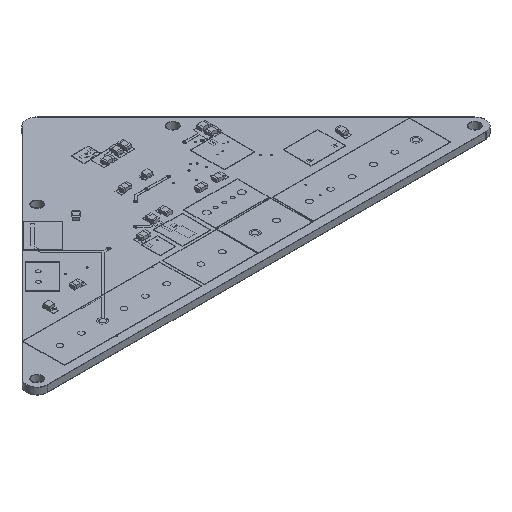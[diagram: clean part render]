
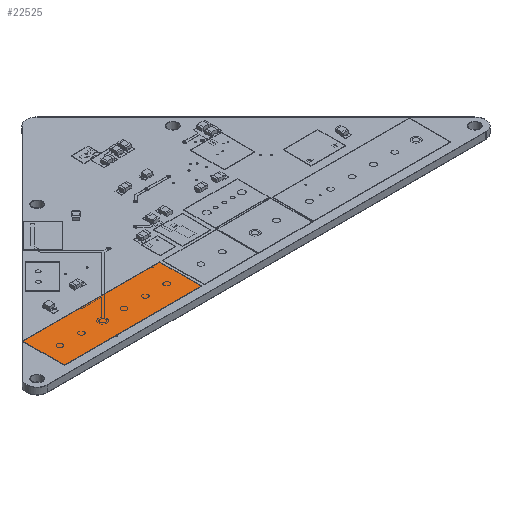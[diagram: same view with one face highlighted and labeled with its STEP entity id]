
A CAD part, isometric view. The second image highlights one B-rep face of the part: STEP entity #22525.
In plain terms, the highlighted planar face has unit normal (0, 0, 1).
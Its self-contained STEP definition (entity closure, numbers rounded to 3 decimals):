
#1833=PLANE('',#25019);
#3056=FACE_OUTER_BOUND('',#4945,.T.);
#4945=EDGE_LOOP('',(#20573,#20574,#20575,#20576));
#6873=LINE('',#37475,#8891);
#6874=LINE('',#37477,#8892);
#6875=LINE('',#37479,#8893);
#6876=LINE('',#37480,#8894);
#8891=VECTOR('',#31246,10.);
#8892=VECTOR('',#31247,10.);
#8893=VECTOR('',#31248,10.);
#8894=VECTOR('',#31249,10.);
#11871=VERTEX_POINT('',#37473);
#11872=VERTEX_POINT('',#37474);
#11873=VERTEX_POINT('',#37476);
#11874=VERTEX_POINT('',#37478);
#14789=EDGE_CURVE('',#11871,#11872,#6873,.T.);
#14790=EDGE_CURVE('',#11872,#11873,#6874,.T.);
#14791=EDGE_CURVE('',#11873,#11874,#6875,.T.);
#14792=EDGE_CURVE('',#11874,#11871,#6876,.T.);
#20573=ORIENTED_EDGE('',*,*,#14789,.T.);
#20574=ORIENTED_EDGE('',*,*,#14790,.T.);
#20575=ORIENTED_EDGE('',*,*,#14791,.T.);
#20576=ORIENTED_EDGE('',*,*,#14792,.T.);
#22525=ADVANCED_FACE('',(#3056),#1833,.T.);
#25019=AXIS2_PLACEMENT_3D('',#37472,#31244,#31245);
#31244=DIRECTION('center_axis',(0.,0.,1.));
#31245=DIRECTION('ref_axis',(1.,0.,0.));
#31246=DIRECTION('',(0.,1.,0.));
#31247=DIRECTION('',(-1.,0.,0.));
#31248=DIRECTION('',(0.,-1.,0.));
#31249=DIRECTION('',(1.,0.,0.));
#37472=CARTESIAN_POINT('Origin',(12.5,0.3,0.1));
#37473=CARTESIAN_POINT('',(28.55,-4.55,0.1));
#37474=CARTESIAN_POINT('',(28.55,5.15,0.1));
#37475=CARTESIAN_POINT('',(28.55,0.3,0.1));
#37476=CARTESIAN_POINT('',(-3.55,5.15,0.1));
#37477=CARTESIAN_POINT('',(12.5,5.15,0.1));
#37478=CARTESIAN_POINT('',(-3.55,-4.55,0.1));
#37479=CARTESIAN_POINT('',(-3.55,0.3,0.1));
#37480=CARTESIAN_POINT('',(12.5,-4.55,0.1));
